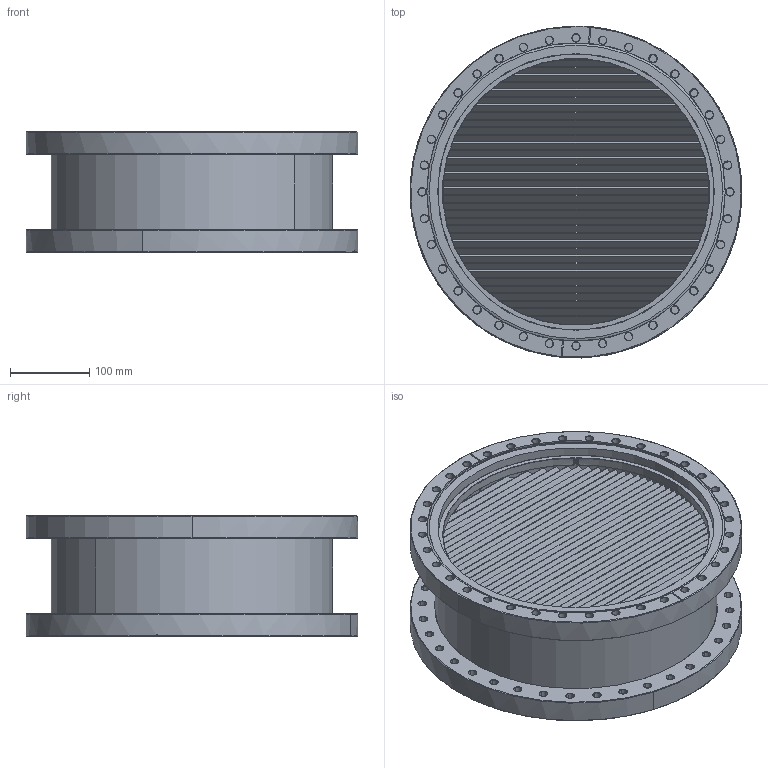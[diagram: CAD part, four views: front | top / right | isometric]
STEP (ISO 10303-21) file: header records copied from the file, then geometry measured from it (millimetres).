
FILE_DESCRIPTION (( 'STEP AP214' ), '1' );
FILE_NAME ('D1500305-v1 (Welded).STEP', '2015-09-23T16:59:55', ( '' ), ( '' ), 'SwSTEP 2.0', 'SolidWorks 2015', '' );
FILE_SCHEMA (( 'AUTOMOTIVE_DESIGN' ));
Length unit declared in the file: inch
Products named in the file (80): 14 in. OD SSTL Tubing,.13 wall; Chevron UV Baffle, Blade 14 Ga. 304 SSTL_WO clearance holes; Chevron UV Baffle, Blade Cell Retaining Ring; Chevron UV Baffle, Blade Holder_W ALIGNMENT SLOTS; 110040; Chevron UV Baffle, Blade Cell; 100040; Chevron UV Baffle, Blade Cell_W ALIGNMENT SLOTS; D1500305-v1 (Welded); Chevron UV Baffle, Blade Holder_Default<As Machined>; 94355A533_94355A533
Assembly tree (91 placements, depth 3):
  D1500305-v1 (Welded)
    100040
    110040
    14 in. OD SSTL Tubing,.13 wall
    Chevron UV Baffle, Blade Cell  x2
      Chevron UV Baffle, Blade Holder_Default<As Machined>
      Chevron UV Baffle, Blade 14 Ga. 304 SSTL_WO clearance holes
      Chevron UV Baffle, Blade 14 Ga. 304 SSTL_WO clearance holes
      Chevron UV Baffle, Blade 14 Ga. 304 SSTL_WO clearance holes
      Chevron UV Baffle, Blade 14 Ga. 304 SSTL_WO clearance holes
      Chevron UV Baffle, Blade 14 Ga. 304 SSTL_WO clearance holes
      Chevron UV Baffle, Blade 14 Ga. 304 SSTL_WO clearance holes
      Chevron UV Baffle, Blade 14 Ga. 304 SSTL_WO clearance holes
      Chevron UV Baffle, Blade 14 Ga. 304 SSTL_WO clearance holes
      Chevron UV Baffle, Blade 14 Ga. 304 SSTL_WO clearance holes
      Chevron UV Baffle, Blade 14 Ga. 304 SSTL_WO clearance holes
      Chevron UV Baffle, Blade 14 Ga. 304 SSTL_WO clearance holes
      Chevron UV Baffle, Blade 14 Ga. 304 SSTL_WO clearance holes
      Chevron UV Baffle, Blade 14 Ga. 304 SSTL_WO clearance holes
      Chevron UV Baffle, Blade 14 Ga. 304 SSTL_WO clearance holes
      Chevron UV Baffle, Blade 14 Ga. 304 SSTL_WO clearance holes
      Chevron UV Baffle, Blade 14 Ga. 304 SSTL_WO clearance holes
      Chevron UV Baffle, Blade 14 Ga. 304 SSTL_WO clearance holes
      Chevron UV Baffle, Blade 14 Ga. 304 SSTL_WO clearance holes
      Chevron UV Baffle, Blade 14 Ga. 304 SSTL_WO clearance holes
      Chevron UV Baffle, Blade 14 Ga. 304 SSTL_WO clearance holes
      Chevron UV Baffle, Blade 14 Ga. 304 SSTL_WO clearance holes
      Chevron UV Baffle, Blade 14 Ga. 304 SSTL_WO clearance holes
      Chevron UV Baffle, Blade 14 Ga. 304 SSTL_WO clearance holes
      Chevron UV Baffle, Blade 14 Ga. 304 SSTL_WO clearance holes
      Chevron UV Baffle, Blade 14 Ga. 304 SSTL_WO clearance holes
      Chevron UV Baffle, Blade 14 Ga. 304 SSTL_WO clearance holes
      Chevron UV Baffle, Blade 14 Ga. 304 SSTL_WO clearance holes
      Chevron UV Baffle, Blade 14 Ga. 304 SSTL_WO clearance holes
      Chevron UV Baffle, Blade 14 Ga. 304 SSTL_WO clearance holes
      Chevron UV Baffle, Blade 14 Ga. 304 SSTL_WO clearance holes
      Chevron UV Baffle, Blade 14 Ga. 304 SSTL_WO clearance holes
      Chevron UV Baffle, Blade 14 Ga. 304 SSTL_WO clearance holes
      Chevron UV Baffle, Blade 14 Ga. 304 SSTL_WO clearance holes
      Chevron UV Baffle, Blade 14 Ga. 304 SSTL_WO clearance holes
      Chevron UV Baffle, Blade 14 Ga. 304 SSTL_WO clearance holes
    Chevron UV Baffle, Blade Cell_W ALIGNMENT SLOTS  x2
      Chevron UV Baffle, Blade Holder_W ALIGNMENT SLOTS
      Chevron UV Baffle, Blade 14 Ga. 304 SSTL_WO clearance holes
      Chevron UV Baffle, Blade 14 Ga. 304 SSTL_WO clearance holes
      Chevron UV Baffle, Blade 14 Ga. 304 SSTL_WO clearance holes
      Chevron UV Baffle, Blade 14 Ga. 304 SSTL_WO clearance holes
      Chevron UV Baffle, Blade 14 Ga. 304 SSTL_WO clearance holes
      Chevron UV Baffle, Blade 14 Ga. 304 SSTL_WO clearance holes
      Chevron UV Baffle, Blade 14 Ga. 304 SSTL_WO clearance holes
      Chevron UV Baffle, Blade 14 Ga. 304 SSTL_WO clearance holes
      Chevron UV Baffle, Blade 14 Ga. 304 SSTL_WO clearance holes
      Chevron UV Baffle, Blade 14 Ga. 304 SSTL_WO clearance holes
      Chevron UV Baffle, Blade 14 Ga. 304 SSTL_WO clearance holes
      Chevron UV Baffle, Blade 14 Ga. 304 SSTL_WO clearance holes
      Chevron UV Baffle, Blade 14 Ga. 304 SSTL_WO clearance holes
      Chevron UV Baffle, Blade 14 Ga. 304 SSTL_WO clearance holes
      Chevron UV Baffle, Blade 14 Ga. 304 SSTL_WO clearance holes
      Chevron UV Baffle, Blade 14 Ga. 304 SSTL_WO clearance holes
      Chevron UV Baffle, Blade 14 Ga. 304 SSTL_WO clearance holes
Bounding box: 419.1 x 419.1 x 152.27 mm (x, y, z)
Volume: 4613446.7 mm3; surface area: 2983469.4 mm2
Topology: 164 solids, 164 shells, 3146 faces, 7859 edges, 5022 vertices
Faces by surface type: plane 1942, cylinder 660, cone 517, bspline 27
Entity records: 64813 total; most frequent: CARTESIAN_POINT 14343, ORIENTED_EDGE 8294, DIRECTION 7481, EDGE_CURVE 4147, AXIS2_PLACEMENT_3D 2964, VERTEX_POINT 2642, EDGE_LOOP 1825, ADVANCED_FACE 1664
